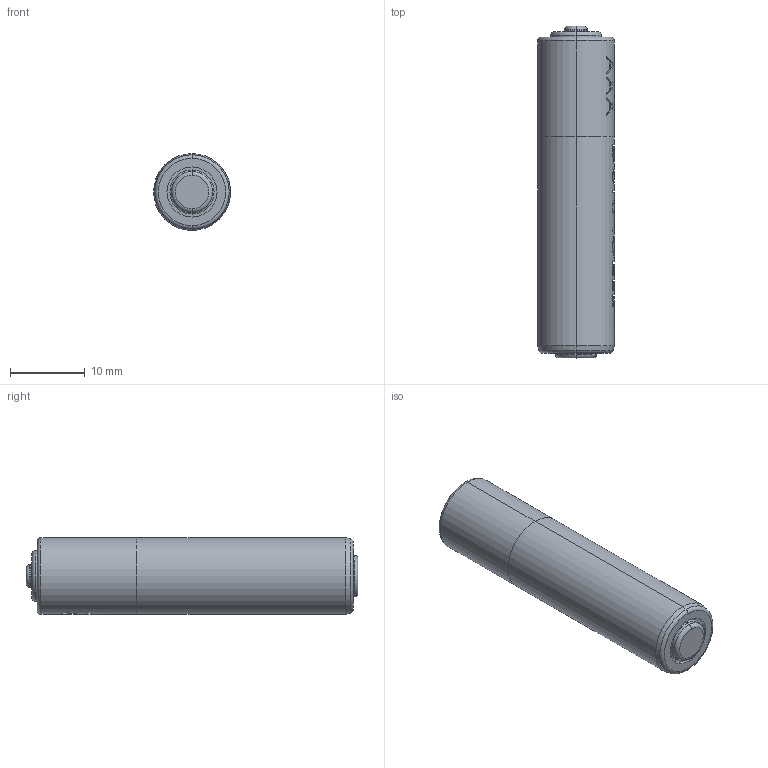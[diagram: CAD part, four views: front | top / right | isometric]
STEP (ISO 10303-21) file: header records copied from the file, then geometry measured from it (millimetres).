
FILE_DESCRIPTION (( 'STEP AP214' ), '1' );
FILE_NAME ('User Library-AAA Battery-2.STEP', '2022-02-13T10:21:17', ( '' ), ( '' ), 'SwSTEP 2.0', 'SolidWorks 2021', '' );
FILE_SCHEMA (( 'AUTOMOTIVE_DESIGN' ));
Length unit declared in the file: millimetre
Products named in the file (1): User Library-AAA Battery-2
Bounding box: 10.25 x 44.35 x 10.25 mm (x, y, z)
Volume: 3508.1 mm3; surface area: 1588.1 mm2
Topology: 1 solids, 1 shells, 198 faces, 504 edges, 330 vertices
Faces by surface type: plane 88, bspline 59, cylinder 35, torus 14, cone 2
Entity records: 12389 total; most frequent: CARTESIAN_POINT 6086, ORIENTED_EDGE 1008, DIRECTION 699, EDGE_CURVE 504, VERTEX_POINT 330, AXIS2_PLACEMENT_3D 262, EDGE_LOOP 220, B_SPLINE_CURVE_WITH_KNOTS 207
